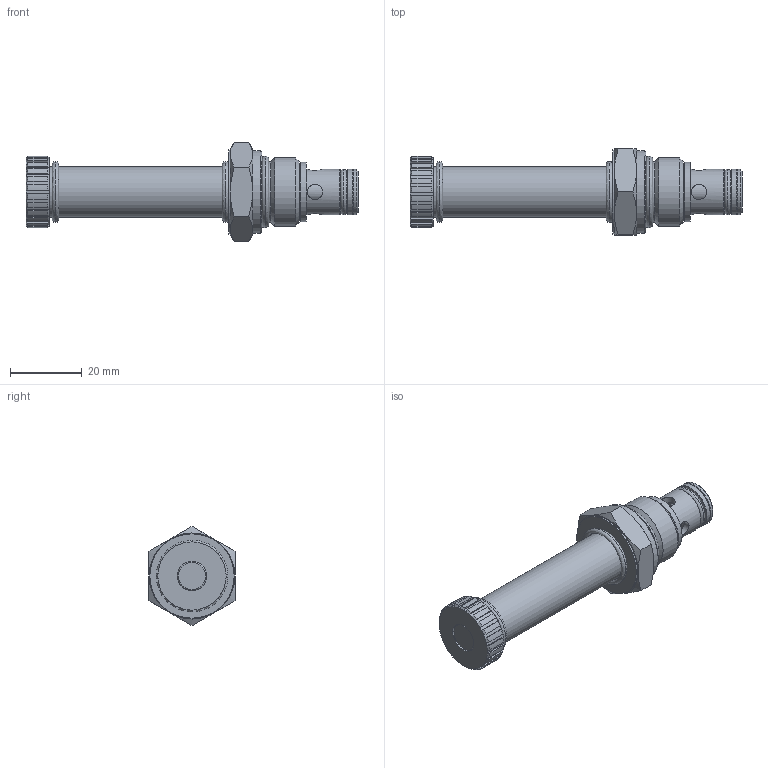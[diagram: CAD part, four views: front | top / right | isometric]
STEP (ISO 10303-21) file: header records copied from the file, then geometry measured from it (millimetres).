
FILE_DESCRIPTION(/* description */ ('Unknown'),/* implementation_level */ '2;1');
FILE_NAME(/* name */ 'CC.050630-001',/* time_stamp */ '2023-07-26T14:18:33+02:00',/* author */ ('Unknown'),/* organization */ ('Unknown'),/* preprocessor_version */ 'ST-DEVELOPER v18.102',/* originating_system */ 'Solid Edge',/* authorisation */ 'Unknown');
FILE_SCHEMA (('AUTOMOTIVE_DESIGN {1 0 10303 214 3 1 1}'));
Length unit declared in the file: millimetre
Products named in the file (2): CC; 005-549-000_Shrinkwrap_1
Assembly tree (1 placements, depth 2):
  CC
    005-549-000_Shrinkwrap_1
Bounding box: 92.6 x 24 x 27.71 mm (x, y, z)
Volume: 15930.4 mm3; surface area: 10234.8 mm2
Topology: 4 solids, 4 shells, 290 faces, 753 edges, 490 vertices
Faces by surface type: plane 125, cone 88, cylinder 62, bspline 11, torus 3, sphere 1
Full cylindrical faces by diameter (mm): 0.5 x1, 0.7 x1, 1.5 x1, 3 x1, 3.242 x1, 3.5 x1, 4 x1, 4.25 x4, 4.5 x1, 6 x2, 6.5 x1, 8.3 x2, 8.5 x2, 9 x1, 9.7 x2, 9.78 x1, 11.328 x1, 12.7 x4, 13.55 x1, 14 x1, 14.4 x1, 16.5 x1, 16.8 x2, 19.05 x1, 23 x1, 23.5 x1
Entity records: 12400 total; most frequent: CARTESIAN_POINT 3743, ORIENTED_EDGE 1502, DIRECTION 1336, EDGE_CURVE 751, AXIS2_PLACEMENT_3D 565, VERTEX_POINT 490, EDGE_LOOP 325, FACE_BOUND 325
